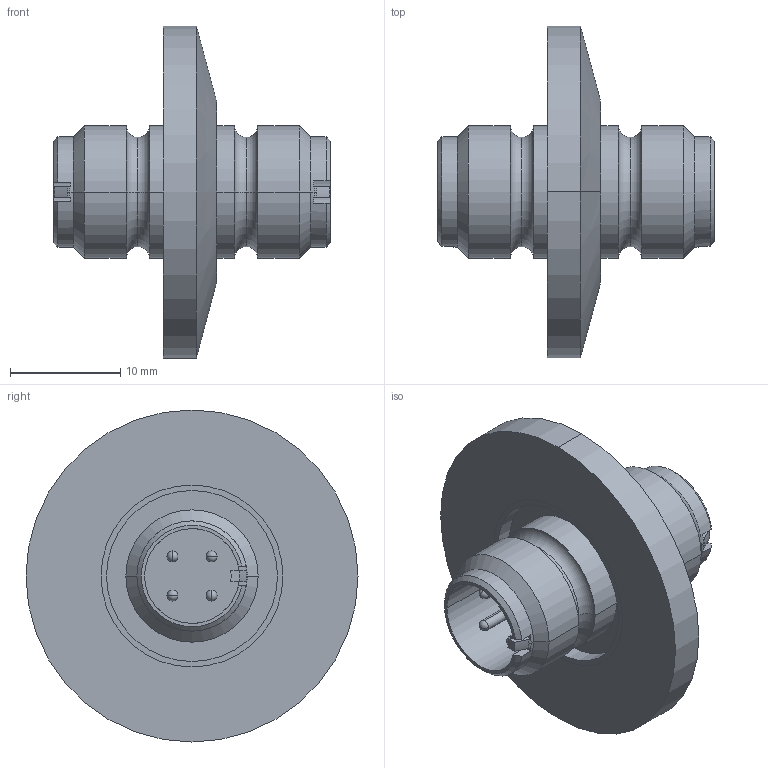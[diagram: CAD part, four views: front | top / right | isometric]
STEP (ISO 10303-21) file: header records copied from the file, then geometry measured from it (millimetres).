
FILE_DESCRIPTION (( 'STEP AP214' ), '1' );
FILE_NAME ('220-M12X4-K16.STEP', '2019-02-26T11:21:57', ( '' ), ( '' ), 'SwSTEP 2.0', 'SolidWorks 2014', '' );
FILE_SCHEMA (( 'AUTOMOTIVE_DESIGN' ));
Length unit declared in the file: millimetre
Products named in the file (5): 439-KF16-BX-16.5_DN16 KF; 9220-M12x4-W_Bohrung 1mm; 220-M12X4-K16; 9220-PIN-FENI_pin vergd; 9220-M12x4-GLASS-W_220-M12X4
Assembly tree (7 placements, depth 3):
  220-M12X4-K16
    9220-M12x4-GLASS-W_220-M12X4
      9220-M12x4-W_Bohrung 1mm
      9220-PIN-FENI_pin vergd  x4
    439-KF16-BX-16.5_DN16 KF
Bounding box: 25.1 x 30.1 x 30.1 mm (x, y, z)
Volume: 3626.4 mm3; surface area: 3985.7 mm2
Topology: 6 solids, 6 shells, 103 faces, 260 edges, 155 vertices
Faces by surface type: cylinder 40, plane 20, sphere 16, cone 15, torus 12
Entity records: 2757 total; most frequent: CARTESIAN_POINT 515, DIRECTION 491, ORIENTED_EDGE 404, AXIS2_PLACEMENT_3D 213, EDGE_CURVE 202, VERTEX_POINT 125, CIRCLE 117, EDGE_LOOP 97
